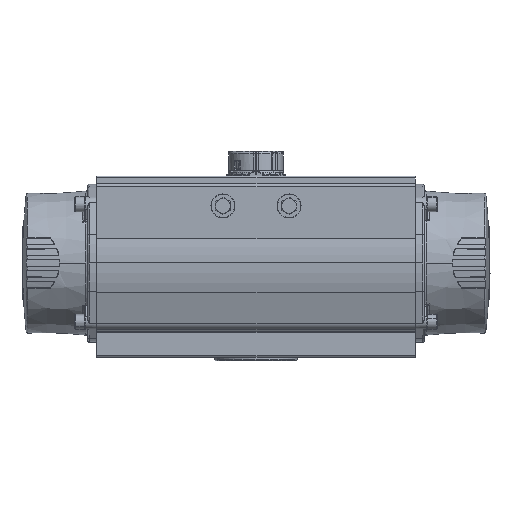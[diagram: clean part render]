
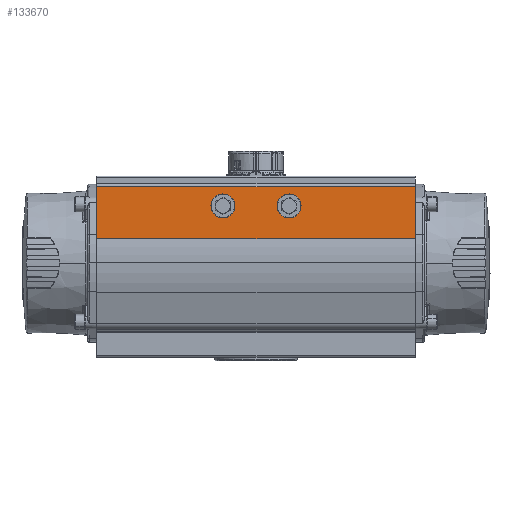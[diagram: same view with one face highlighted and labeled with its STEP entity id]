
A CAD part, top view. The second image highlights one B-rep face of the part: STEP entity #133670.
In plain terms, the highlighted face is planar.
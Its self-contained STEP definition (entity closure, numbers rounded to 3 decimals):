
#24828 = CIRCLE ( 'NONE', #24870, 14.5 ) ;
#24856 = DIRECTION ( 'NONE',  ( 0., 0., -1. ) ) ;
#24858 = DIRECTION ( 'NONE',  ( 1., 0., 0. ) ) ;
#24859 = CARTESIAN_POINT ( 'NONE',  ( -68.876, -40.323, 56.5 ) ) ;
#24870 = AXIS2_PLACEMENT_3D ( 'NONE', #24859, #24858, #24856 ) ;
#40350 = CARTESIAN_POINT ( 'NONE',  ( -68.876, -40.323, 71. ) ) ;
#40353 = CARTESIAN_POINT ( 'NONE',  ( -68.876, -40.323, 42. ) ) ;
#40407 = DIRECTION ( 'NONE',  ( 0., 0., -1. ) ) ;
#40408 = DIRECTION ( 'NONE',  ( 1., 0., 0. ) ) ;
#40409 = CARTESIAN_POINT ( 'NONE',  ( -68.876, -40.323, 56.5 ) ) ;
#40410 = AXIS2_PLACEMENT_3D ( 'NONE', #40409, #40408, #40407 ) ;
#40411 = CIRCLE ( 'NONE', #40410, 14.5 ) ;
#40542 = CIRCLE ( 'NONE', #40555, 14.5 ) ;
#40555 = AXIS2_PLACEMENT_3D ( 'NONE', #40600, #40592, #40591 ) ;
#40585 = CARTESIAN_POINT ( 'NONE',  ( -68.876, 39.677, 42. ) ) ;
#40591 = DIRECTION ( 'NONE',  ( 0., 0., -1. ) ) ;
#40592 = DIRECTION ( 'NONE',  ( 1., 0., 0. ) ) ;
#40593 = CARTESIAN_POINT ( 'NONE',  ( -68.876, 39.677, 71. ) ) ;
#40600 = CARTESIAN_POINT ( 'NONE',  ( -68.876, 39.677, 56.5 ) ) ;
#44080 = DIRECTION ( 'NONE',  ( 1., 0., 0. ) ) ;
#44081 = CARTESIAN_POINT ( 'NONE',  ( -68.876, 39.677, 56.5 ) ) ;
#44084 = AXIS2_PLACEMENT_3D ( 'NONE', #44081, #44080, #44085 ) ;
#44085 = DIRECTION ( 'NONE',  ( 0., 0., -1. ) ) ;
#46763 = CIRCLE ( 'NONE', #44084, 14.5 ) ;
#72418 = VERTEX_POINT ( 'NONE', #40353 ) ;
#72455 = VERTEX_POINT ( 'NONE', #40350 ) ;
#72478 = EDGE_CURVE ( 'NONE', #72455, #72418, #40411, .T. ) ;
#72586 = EDGE_CURVE ( 'NONE', #72589, #72592, #40542, .T. ) ;
#72589 = VERTEX_POINT ( 'NONE', #40593 ) ;
#72592 = VERTEX_POINT ( 'NONE', #40585 ) ;
#74472 = EDGE_CURVE ( 'NONE', #72592, #72589, #46763, .T. ) ;
#74557 = EDGE_CURVE ( 'NONE', #72418, #72455, #24828, .T. ) ;
#103901 = AXIS2_PLACEMENT_3D ( 'NONE', #103918, #103917, #103916 ) ;
#103916 = DIRECTION ( 'NONE',  ( 0., 0., 1. ) ) ;
#103917 = DIRECTION ( 'NONE',  ( -1., 0., 0. ) ) ;
#103918 = CARTESIAN_POINT ( 'NONE',  ( -68.876, -192.623, 16.873 ) ) ;
#103924 = FACE_BOUND ( 'NONE', #133503, .T. ) ;
#103925 = FACE_OUTER_BOUND ( 'NONE', #133735, .T. ) ;
#103933 = FACE_BOUND ( 'NONE', #133775, .T. ) ;
#103934 = CARTESIAN_POINT ( 'NONE',  ( -68.876, -192.623, 79.5 ) ) ;
#103935 = PLANE ( 'NONE',  #103901 ) ;
#103944 = CARTESIAN_POINT ( 'NONE',  ( -68.876, -192.623, 16.873 ) ) ;
#103949 = DIRECTION ( 'NONE',  ( 0., 1., 0. ) ) ;
#103950 = VECTOR ( 'NONE', #103949, 1000. ) ;
#103951 = CARTESIAN_POINT ( 'NONE',  ( -68.876, -0.323, 79.5 ) ) ;
#103952 = LINE ( 'NONE', #103951, #103950 ) ;
#103963 = DIRECTION ( 'NONE',  ( 0., 0., 1. ) ) ;
#103964 = VECTOR ( 'NONE', #103963, 1000. ) ;
#103965 = LINE ( 'NONE', #104031, #104030 ) ;
#103966 = CARTESIAN_POINT ( 'NONE',  ( -68.876, 191.977, 79.5 ) ) ;
#103977 = CARTESIAN_POINT ( 'NONE',  ( -68.876, 191.977, -17. ) ) ;
#103982 = LINE ( 'NONE', #103977, #103964 ) ;
#103988 = CARTESIAN_POINT ( 'NONE',  ( -68.876, 191.977, 16.873 ) ) ;
#104008 = DIRECTION ( 'NONE',  ( 0., 1., 0. ) ) ;
#104009 = VECTOR ( 'NONE', #104008, 1000. ) ;
#104010 = CARTESIAN_POINT ( 'NONE',  ( -68.876, -0.323, 16.873 ) ) ;
#104026 = LINE ( 'NONE', #104010, #104009 ) ;
#104029 = DIRECTION ( 'NONE',  ( 0., 0., -1. ) ) ;
#104030 = VECTOR ( 'NONE', #104029, 1000. ) ;
#104031 = CARTESIAN_POINT ( 'NONE',  ( -68.876, -192.623, -17. ) ) ;
#133119 = ORIENTED_EDGE ( 'NONE', *, *, #72586, .T. ) ;
#133220 = ORIENTED_EDGE ( 'NONE', *, *, #74472, .T. ) ;
#133391 = ORIENTED_EDGE ( 'NONE', *, *, #74557, .T. ) ;
#133503 = EDGE_LOOP ( 'NONE', ( #133391, #133825 ) ) ;
#133605 = VERTEX_POINT ( 'NONE', #103934 ) ;
#133670 = ADVANCED_FACE ( 'NONE', ( #103924, #103933, #103925 ), #103935, .T. ) ;
#133735 = EDGE_LOOP ( 'NONE', ( #133834, #134633, #134251, #134209 ) ) ;
#133775 = EDGE_LOOP ( 'NONE', ( #133220, #133119 ) ) ;
#133794 = EDGE_CURVE ( 'NONE', #133605, #134144, #103952, .T. ) ;
#133812 = VERTEX_POINT ( 'NONE', #103944 ) ;
#133814 = VERTEX_POINT ( 'NONE', #103988 ) ;
#133825 = ORIENTED_EDGE ( 'NONE', *, *, #72478, .T. ) ;
#133834 = ORIENTED_EDGE ( 'NONE', *, *, #134407, .F. ) ;
#133966 = EDGE_CURVE ( 'NONE', #133814, #134144, #103982, .T. ) ;
#134041 = EDGE_CURVE ( 'NONE', #133605, #133812, #103965, .T. ) ;
#134144 = VERTEX_POINT ( 'NONE', #103966 ) ;
#134209 = ORIENTED_EDGE ( 'NONE', *, *, #133966, .F. ) ;
#134251 = ORIENTED_EDGE ( 'NONE', *, *, #133794, .T. ) ;
#134407 = EDGE_CURVE ( 'NONE', #133812, #133814, #104026, .T. ) ;
#134633 = ORIENTED_EDGE ( 'NONE', *, *, #134041, .F. ) ;
